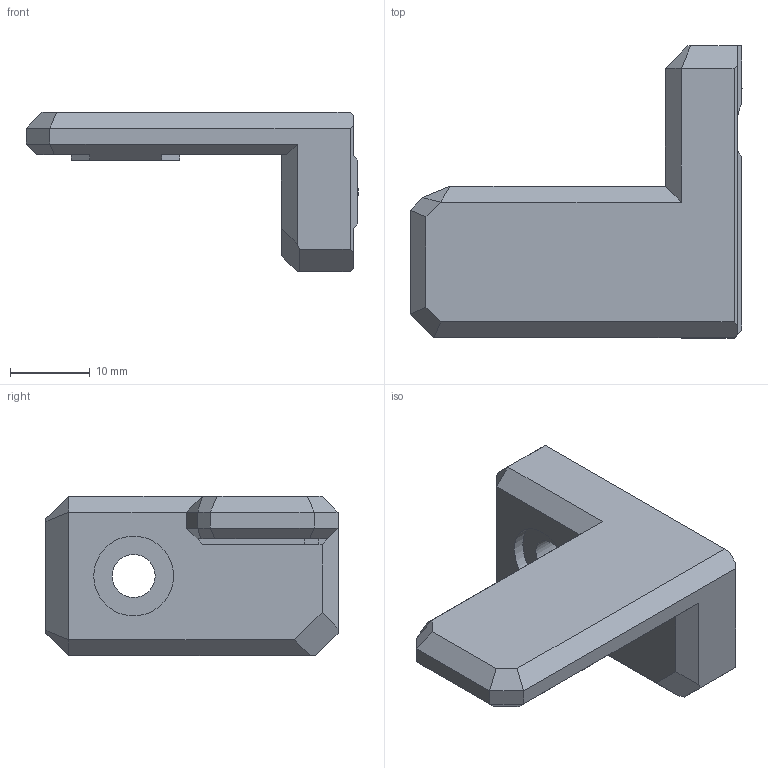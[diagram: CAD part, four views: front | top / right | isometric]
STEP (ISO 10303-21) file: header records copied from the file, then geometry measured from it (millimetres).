
FILE_DESCRIPTION(/* description */ (''),/* implementation_level */ '2;1');
FILE_NAME(/* name */ '[a]_Z_Drag_Chain_Mount_A_x1.step',/* time_stamp */ '2024-04-24T21:30:05-07:00',/* author */ (''),/* organization */ (''),/* preprocessor_version */ 'ST-DEVELOPER v20',/* originating_system */ 'Autodesk Translation Framework v12.20.1.177',/* authorisation */ '');
FILE_SCHEMA (('AUTOMOTIVE_DESIGN { 1 0 10303 214 3 1 1 }'));
Length unit declared in the file: millimetre
Products named in the file (1): Z drag chain mount A (1)
Bounding box: 41.6 x 36.6 x 20 mm (x, y, z)
Volume: 8947.8 mm3; surface area: 4031.3 mm2
Topology: 1 solids, 1 shells, 65 faces, 158 edges, 99 vertices
Faces by surface type: plane 55, cylinder 6, cone 4
Full cylindrical faces by diameter (mm): 4.7 x3, 5.4 x1, 10 x1
Entity records: 1890 total; most frequent: CARTESIAN_POINT 327, ORIENTED_EDGE 316, DIRECTION 307, EDGE_CURVE 158, LINE 137, VECTOR 137, VERTEX_POINT 99, AXIS2_PLACEMENT_3D 85
